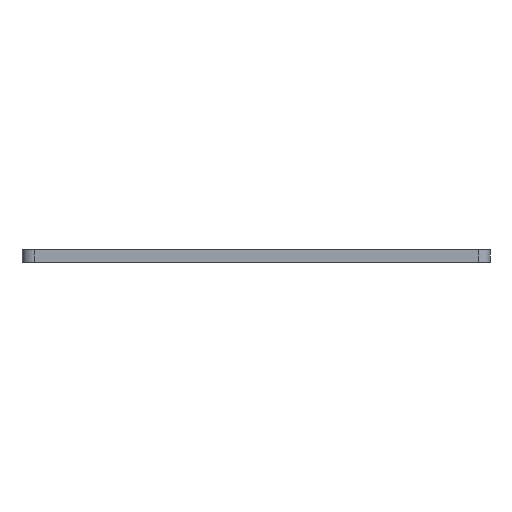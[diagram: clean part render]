
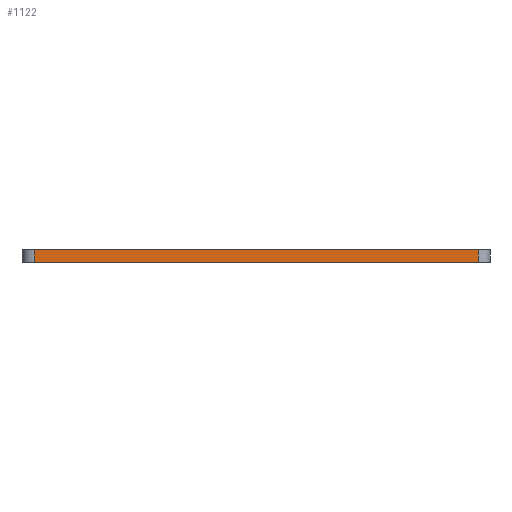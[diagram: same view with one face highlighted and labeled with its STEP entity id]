
A CAD part, front view. The second image highlights one B-rep face of the part: STEP entity #1122.
In plain terms, the highlighted planar face has unit normal (0, -1, 0).
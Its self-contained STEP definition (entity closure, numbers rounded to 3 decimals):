
#57=PLANE('',#1257);
#89=FACE_OUTER_BOUND('',#172,.T.);
#172=EDGE_LOOP('',(#916,#917,#918,#919));
#244=LINE('',#1710,#336);
#271=LINE('',#1832,#363);
#289=LINE('',#1908,#381);
#291=LINE('',#1911,#383);
#336=VECTOR('',#1352,10.);
#363=VECTOR('',#1457,10.);
#381=VECTOR('',#1529,10.);
#383=VECTOR('',#1533,10.);
#505=VERTEX_POINT('',#1707);
#506=VERTEX_POINT('',#1709);
#561=VERTEX_POINT('',#1829);
#562=VERTEX_POINT('',#1831);
#622=EDGE_CURVE('',#506,#505,#244,.T.);
#683=EDGE_CURVE('',#561,#562,#271,.T.);
#723=EDGE_CURVE('',#506,#561,#289,.T.);
#725=EDGE_CURVE('',#562,#505,#291,.T.);
#916=ORIENTED_EDGE('',*,*,#723,.F.);
#917=ORIENTED_EDGE('',*,*,#622,.T.);
#918=ORIENTED_EDGE('',*,*,#725,.F.);
#919=ORIENTED_EDGE('',*,*,#683,.F.);
#1122=ADVANCED_FACE('',(#89),#57,.T.);
#1257=AXIS2_PLACEMENT_3D('',#1910,#1531,#1532);
#1352=DIRECTION('',(1.,0.,0.));
#1457=DIRECTION('',(1.,0.,0.));
#1529=DIRECTION('',(0.,0.,1.));
#1531=DIRECTION('center_axis',(0.,-1.,0.));
#1532=DIRECTION('ref_axis',(1.,0.,0.));
#1533=DIRECTION('',(0.,0.,-1.));
#1707=CARTESIAN_POINT('',(115.,-165.,0.));
#1709=CARTESIAN_POINT('',(4.,-165.,0.));
#1710=CARTESIAN_POINT('',(0.,-165.,0.));
#1829=CARTESIAN_POINT('',(4.,-165.,3.175));
#1831=CARTESIAN_POINT('',(115.,-165.,3.175));
#1832=CARTESIAN_POINT('',(0.,-165.,3.175));
#1908=CARTESIAN_POINT('',(4.,-165.,1.588));
#1910=CARTESIAN_POINT('Origin',(0.,-165.,0.));
#1911=CARTESIAN_POINT('',(115.,-165.,0.));
